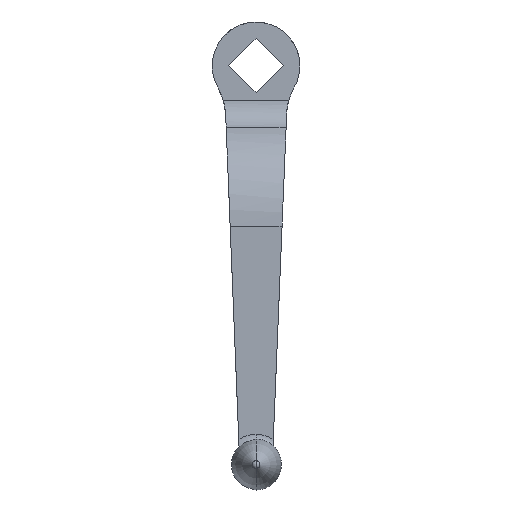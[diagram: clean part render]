
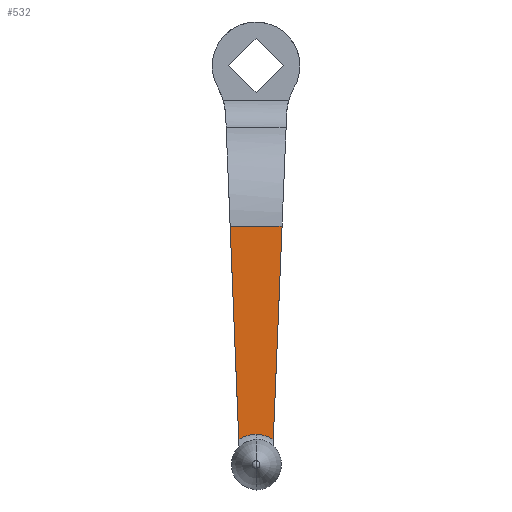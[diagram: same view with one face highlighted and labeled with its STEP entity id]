
A CAD part, front view. The second image highlights one B-rep face of the part: STEP entity #532.
In plain terms, the highlighted planar face has unit normal (0, -1, 0).
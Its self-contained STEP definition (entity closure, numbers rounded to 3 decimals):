
#344=EDGE_CURVE('',#358,#592,#787,.T.);
#350=EDGE_CURVE('',#358,#442,#793,.T.);
#358=VERTEX_POINT('',#803);
#404=EDGE_CURVE('',#592,#636,#851,.T.);
#432=EDGE_CURVE('',#632,#442,#882,.T.);
#442=VERTEX_POINT('',#893);
#532=ADVANCED_FACE('',(#990),#991,.F.);
#592=VERTEX_POINT('',#1060);
#632=VERTEX_POINT('',#1105);
#634=EDGE_CURVE('',#632,#636,#1107,.T.);
#636=VERTEX_POINT('',#1109);
#787=CIRCLE('',#1386,19.);
#793=LINE('',#1426,#1427);
#803=CARTESIAN_POINT('',(-10.82,-102.0,-234.382));
#851=CIRCLE('',#1522,19.);
#882=LINE('',#1561,#1562);
#893=CARTESIAN_POINT('',(-16.211,-102.0,-100.538));
#990=FACE_OUTER_BOUND('',#1717,.T.);
#991=PLANE('',#1718);
#1060=CARTESIAN_POINT('',(0.,-102.0,-231.0));
#1105=CARTESIAN_POINT('',(16.328,-102.0,-100.538));
#1107=LINE('',#1886,#1887);
#1109=CARTESIAN_POINT('',(10.827,-102.0,-234.386));
#1386=AXIS2_PLACEMENT_3D('',#2052,#2053,#2054);
#1426=CARTESIAN_POINT('',(-13.725,-102.0,-162.259));
#1427=VECTOR('',#2058,1.0);
#1522=AXIS2_PLACEMENT_3D('',#2118,#2119,#2120);
#1561=CARTESIAN_POINT('',(0.,-102.0,-100.538));
#1562=VECTOR('',#2165,1.0);
#1717=EDGE_LOOP('',(#2298,#2299,#2300,#2301,#2302));
#1718=AXIS2_PLACEMENT_3D('',#2303,#2304,#2305);
#1886=CARTESIAN_POINT('',(18.041,-102.0,-58.864));
#1887=VECTOR('',#2452,1.0);
#2052=CARTESIAN_POINT('',(0.,-102.0,-250.0));
#2053=DIRECTION('',(-0.0,1.0,0.0));
#2054=DIRECTION('',(0.,0.0,1.0));
#2058=DIRECTION('',(-0.04,0.0,0.999));
#2118=CARTESIAN_POINT('',(0.,-102.0,-250.0));
#2119=DIRECTION('',(-0.0,1.0,0.0));
#2120=DIRECTION('',(0.,0.0,1.0));
#2165=DIRECTION('',(-1.0,0.,0.));
#2298=ORIENTED_EDGE('',*,*,#350,.F.);
#2299=ORIENTED_EDGE('',*,*,#344,.T.);
#2300=ORIENTED_EDGE('',*,*,#404,.T.);
#2301=ORIENTED_EDGE('',*,*,#634,.F.);
#2302=ORIENTED_EDGE('',*,*,#432,.T.);
#2303=CARTESIAN_POINT('',(0.,-102.0,-81.5));
#2304=DIRECTION('',(-0.0,1.0,0.0));
#2305=DIRECTION('',(0.,0.0,1.0));
#2452=DIRECTION('',(-0.041,0.0,-0.999));
